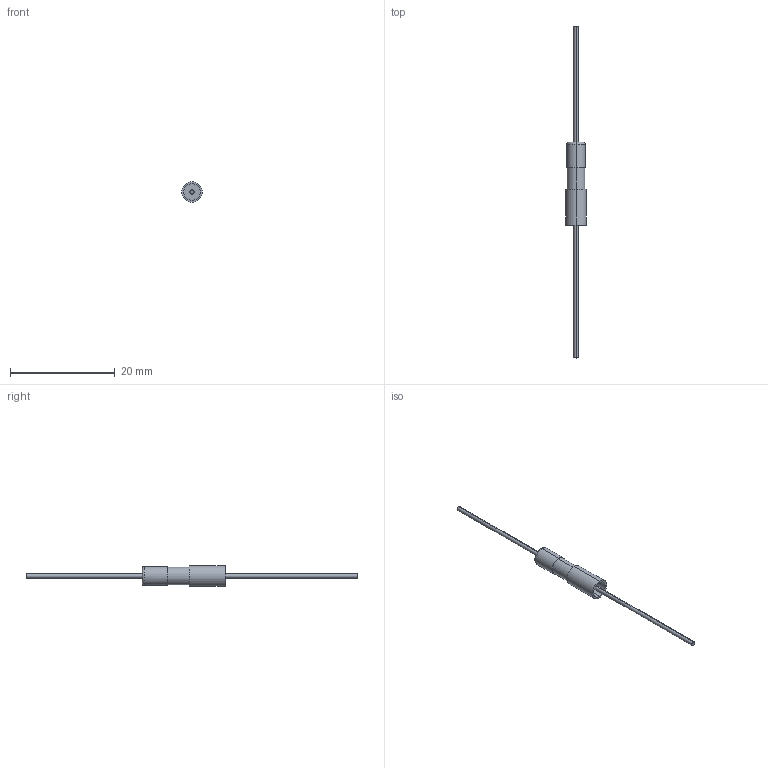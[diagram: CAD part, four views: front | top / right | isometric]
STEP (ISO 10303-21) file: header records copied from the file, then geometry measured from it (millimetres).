
FILE_DESCRIPTION (( 'STEP AP203' ), '1' );
FILE_NAME ('A0495-3-W.STEP', '2011-11-14T15:15:38', ( '' ), ( '' ), 'SwSTEP 2.0', 'SolidWorks 2011', '' );
FILE_SCHEMA (( 'CONFIG_CONTROL_DESIGN' ));
Length unit declared in the file: inch
Products named in the file (1): A0495-3-W
Bounding box: 3.91 x 63.5 x 3.91 mm (x, y, z)
Volume: 169.2 mm3; surface area: 398.9 mm2
Topology: 1 solids, 1 shells, 27 faces, 54 edges, 36 vertices
Faces by surface type: cylinder 14, plane 9, bspline 2, cone 2
Entity records: 825 total; most frequent: CARTESIAN_POINT 154, DIRECTION 140, ORIENTED_EDGE 108, AXIS2_PLACEMENT_3D 62, EDGE_CURVE 54, CIRCLE 36, VERTEX_POINT 36, EDGE_LOOP 34
